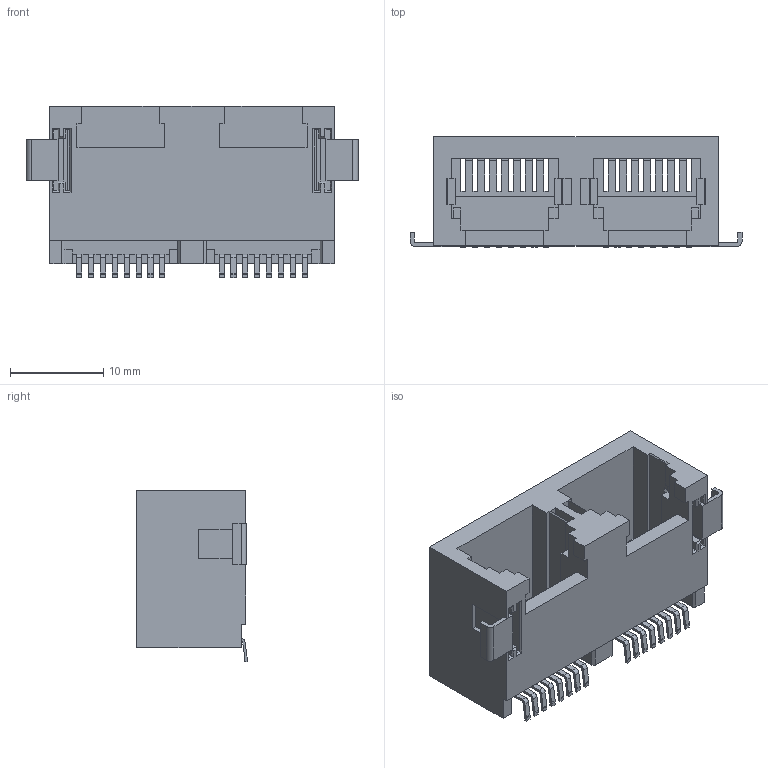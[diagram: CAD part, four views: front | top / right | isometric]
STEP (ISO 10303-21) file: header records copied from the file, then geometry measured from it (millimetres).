
FILE_DESCRIPTION((''),'2;1');
FILE_NAME('438410003','2015-07-24T',('me'),(''),'PRO/ENGINEER BY PARAMETRIC TECHNOLOGY CORPORATION, 2011490','PRO/ENGINEER BY PARAMETRIC TECHNOLOGY CORPORATION, 2011490','');
FILE_SCHEMA(('CONFIG_CONTROL_DESIGN'));
Length unit declared in the file: inch
Products named in the file (1): 438410003
Bounding box: 35.56 x 11.81 x 18.39 mm (x, y, z)
Volume: 3489.1 mm3; surface area: 4107.4 mm2
Topology: 1 solids, 1 shells, 512 faces, 1590 edges, 1060 vertices
Faces by surface type: plane 444, cylinder 68
Entity records: 17373 total; most frequent: CARTESIAN_POINT 3091, ORIENTED_EDGE 3036, DIRECTION 2752, EDGE_CURVE 1518, VECTOR 1454, LINE 1454, VERTEX_POINT 988, AXIS2_PLACEMENT_3D 649
